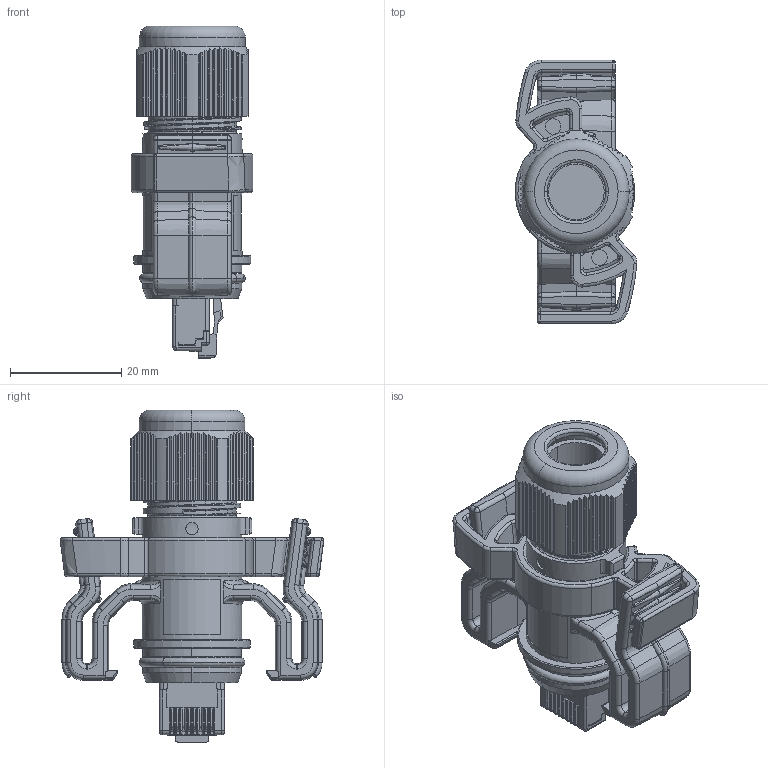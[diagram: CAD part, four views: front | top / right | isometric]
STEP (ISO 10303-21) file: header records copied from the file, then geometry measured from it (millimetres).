
FILE_DESCRIPTION(('CATIA V5 STEP Exchange','CAx-IF Rec.Pracs.--- Model Styling and Organization---1.4--- 2014-01-23'),'2;1');
FILE_NAME ('032608-3_0_8808380000_8808380000.stp','2022-06-08T06:41:24+00:00',('none'),('Weidmueller'),'CATIA Version 5-6 Release 2016 SP3 HF44','CATIA V5 STEP AP214','none');
FILE_SCHEMA(('AUTOMOTIVE_DESIGN { 1 0 10303 214 1 1 1 1 }'));
Products named in the file (1): 8808380000
Bounding box: 21.86 x 47.34 x 59.6 mm (x, y, z)
Volume: 19021.4 mm3; surface area: 14017.1 mm2
Topology: 3 solids, 6 shells, 2015 faces, 5324 edges, 3222 vertices
Faces by surface type: plane 901, cylinder 457, bspline 293, torus 219, sphere 78, cone 63, extrusion 4
Entity records: 65977 total; most frequent: CARTESIAN_POINT 21873, ORIENTED_EDGE 10452, DIRECTION 7136, EDGE_CURVE 5226, VERTEX_POINT 3222, AXIS2_PLACEMENT_3D 2778, VECTOR 2702, LINE 2698
